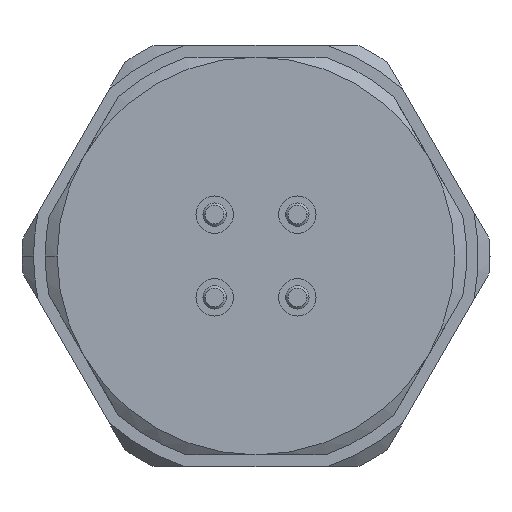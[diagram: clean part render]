
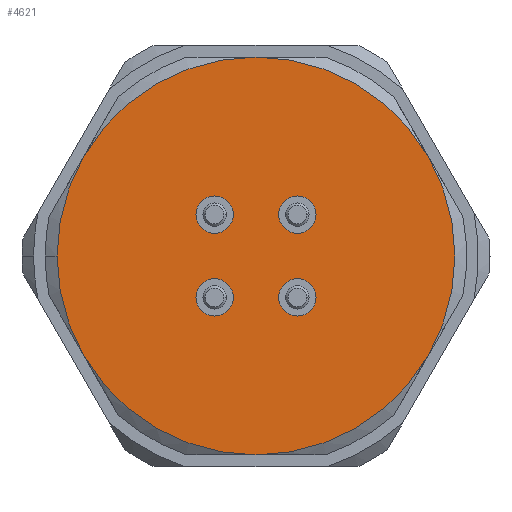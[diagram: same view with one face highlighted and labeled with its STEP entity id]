
A CAD part, left-side view. The second image highlights one B-rep face of the part: STEP entity #4621.
In plain terms, the highlighted planar face has unit normal (-1, 0, 0).
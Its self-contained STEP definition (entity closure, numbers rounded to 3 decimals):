
#724 = VERTEX_POINT ( 'NONE', #1509 ) ;
#887 = ORIENTED_EDGE ( 'NONE', *, *, #7160, .T. ) ;
#946 = CIRCLE ( 'NONE', #24436, 8.5 ) ;
#1209 = CARTESIAN_POINT ( 'NONE',  ( -9.808, 1.768, -9.968 ) ) ;
#1318 = CIRCLE ( 'NONE', #15031, 0.8 ) ;
#1498 = DIRECTION ( 'NONE',  ( 0., 0., 1. ) ) ;
#1509 = CARTESIAN_POINT ( 'NONE',  ( -9.808, 8.5, -9. ) ) ;
#1515 = CARTESIAN_POINT ( 'NONE',  ( -9.808, 7.361, -13.25 ) ) ;
#1736 = CARTESIAN_POINT ( 'NONE',  ( -9.808, 0., -0.5 ) ) ;
#2292 = CIRCLE ( 'NONE', #10637, 0.8 ) ;
#2295 = AXIS2_PLACEMENT_3D ( 'NONE', #23500, #4820, #21347 ) ;
#2356 = EDGE_CURVE ( 'NONE', #9268, #20195, #14774, .T. ) ;
#3142 = VERTEX_POINT ( 'NONE', #1736 ) ;
#3437 = EDGE_LOOP ( 'NONE', ( #20437, #28807 ) ) ;
#3516 = CARTESIAN_POINT ( 'NONE',  ( -9.808, -7.361, -13.25 ) ) ;
#3575 = CARTESIAN_POINT ( 'NONE',  ( -9.808, -1.768, -10.768 ) ) ;
#3973 = DIRECTION ( 'NONE',  ( 0., 0., 1. ) ) ;
#4169 = VERTEX_POINT ( 'NONE', #12176 ) ;
#4334 = CIRCLE ( 'NONE', #29747, 8.5 ) ;
#4436 = DIRECTION ( 'NONE',  ( 0., 0., 1. ) ) ;
#4621 = ADVANCED_FACE ( 'NONE', ( #11588, #4669, #21202, #7132, #30087 ), #9137, .T. ) ;
#4669 = FACE_BOUND ( 'NONE', #23706, .T. ) ;
#4740 = AXIS2_PLACEMENT_3D ( 'NONE', #14233, #26011, #16678 ) ;
#4819 = CARTESIAN_POINT ( 'NONE',  ( -9.808, -1.768, -9.968 ) ) ;
#4820 = DIRECTION ( 'NONE',  ( -1., 0., 0. ) ) ;
#4930 = CARTESIAN_POINT ( 'NONE',  ( -9.808, -1.768, -10.768 ) ) ;
#4933 = AXIS2_PLACEMENT_3D ( 'NONE', #6732, #16062, #11185 ) ;
#5481 = AXIS2_PLACEMENT_3D ( 'NONE', #4930, #14125, #16861 ) ;
#5736 = VERTEX_POINT ( 'NONE', #11333 ) ;
#6408 = EDGE_CURVE ( 'NONE', #4169, #6717, #6944, .T. ) ;
#6479 = ORIENTED_EDGE ( 'NONE', *, *, #18848, .T. ) ;
#6576 = EDGE_CURVE ( 'NONE', #9690, #25158, #22584, .T. ) ;
#6717 = VERTEX_POINT ( 'NONE', #8369 ) ;
#6732 = CARTESIAN_POINT ( 'NONE',  ( -9.808, 0., -9. ) ) ;
#6944 = CIRCLE ( 'NONE', #24041, 0.8 ) ;
#7132 = FACE_BOUND ( 'NONE', #8593, .T. ) ;
#7160 = EDGE_CURVE ( 'NONE', #8868, #724, #946, .T. ) ;
#7605 = EDGE_CURVE ( 'NONE', #6717, #4169, #9783, .T. ) ;
#7681 = CIRCLE ( 'NONE', #4740, 8.5 ) ;
#7902 = DIRECTION ( 'NONE',  ( 0., 0.866, -0.5 ) ) ;
#8213 = ORIENTED_EDGE ( 'NONE', *, *, #6576, .T. ) ;
#8259 = CIRCLE ( 'NONE', #21429, 8.5 ) ;
#8369 = CARTESIAN_POINT ( 'NONE',  ( -9.808, -1.768, -8.032 ) ) ;
#8582 = DIRECTION ( 'NONE',  ( 0., -0.866, -0.5 ) ) ;
#8593 = EDGE_LOOP ( 'NONE', ( #8780, #22174 ) ) ;
#8780 = ORIENTED_EDGE ( 'NONE', *, *, #18562, .T. ) ;
#8859 = ORIENTED_EDGE ( 'NONE', *, *, #7605, .F. ) ;
#8868 = VERTEX_POINT ( 'NONE', #22389 ) ;
#8882 = CARTESIAN_POINT ( 'NONE',  ( -9.808, 0., -9. ) ) ;
#8884 = CARTESIAN_POINT ( 'NONE',  ( -9.808, 1.768, -7.232 ) ) ;
#9028 = DIRECTION ( 'NONE',  ( 1., 0., 0. ) ) ;
#9126 = DIRECTION ( 'NONE',  ( 0., 0.866, 0.5 ) ) ;
#9137 = PLANE ( 'NONE',  #2295 ) ;
#9247 = CIRCLE ( 'NONE', #22914, 0.8 ) ;
#9268 = VERTEX_POINT ( 'NONE', #4819 ) ;
#9293 = DIRECTION ( 'NONE',  ( 0., 0., 1. ) ) ;
#9395 = AXIS2_PLACEMENT_3D ( 'NONE', #22582, #24425, #7902 ) ;
#9690 = VERTEX_POINT ( 'NONE', #1515 ) ;
#9757 = VERTEX_POINT ( 'NONE', #1209 ) ;
#9783 = CIRCLE ( 'NONE', #22474, 0.8 ) ;
#9785 = DIRECTION ( 'NONE',  ( 0., 0., 1. ) ) ;
#9956 = CARTESIAN_POINT ( 'NONE',  ( -9.808, 1.768, -8.032 ) ) ;
#10210 = AXIS2_PLACEMENT_3D ( 'NONE', #8882, #24649, #8582 ) ;
#10564 = EDGE_CURVE ( 'NONE', #9757, #26414, #16412, .T. ) ;
#10591 = DIRECTION ( 'NONE',  ( 0., 0., 1. ) ) ;
#10637 = AXIS2_PLACEMENT_3D ( 'NONE', #3575, #12933, #4436 ) ;
#10709 = DIRECTION ( 'NONE',  ( 0., 0., 1. ) ) ;
#10762 = ORIENTED_EDGE ( 'NONE', *, *, #2356, .T. ) ;
#10850 = AXIS2_PLACEMENT_3D ( 'NONE', #8884, #9028, #3973 ) ;
#11185 = DIRECTION ( 'NONE',  ( 0., 0., -1. ) ) ;
#11281 = DIRECTION ( 'NONE',  ( -1., 0., 0. ) ) ;
#11333 = CARTESIAN_POINT ( 'NONE',  ( -9.808, -7.361, -4.75 ) ) ;
#11588 = FACE_OUTER_BOUND ( 'NONE', #14522, .T. ) ;
#11732 = ORIENTED_EDGE ( 'NONE', *, *, #22840, .T. ) ;
#12176 = CARTESIAN_POINT ( 'NONE',  ( -9.808, -1.768, -6.432 ) ) ;
#12933 = DIRECTION ( 'NONE',  ( 1., 0., 0. ) ) ;
#12998 = DIRECTION ( 'NONE',  ( -1., 0., 0. ) ) ;
#13002 = DIRECTION ( 'NONE',  ( 1., 0., 0. ) ) ;
#13192 = DIRECTION ( 'NONE',  ( -1., 0., 0. ) ) ;
#13199 = EDGE_LOOP ( 'NONE', ( #8859, #14040 ) ) ;
#13881 = CARTESIAN_POINT ( 'NONE',  ( -9.808, -1.768, -7.232 ) ) ;
#14040 = ORIENTED_EDGE ( 'NONE', *, *, #6408, .F. ) ;
#14067 = CARTESIAN_POINT ( 'NONE',  ( -9.808, 1.768, -7.232 ) ) ;
#14125 = DIRECTION ( 'NONE',  ( 1., 0., 0. ) ) ;
#14233 = CARTESIAN_POINT ( 'NONE',  ( -9.808, 0., -9. ) ) ;
#14522 = EDGE_LOOP ( 'NONE', ( #8213, #18253, #24123, #11732, #26180, #887, #19759 ) ) ;
#14774 = CIRCLE ( 'NONE', #5481, 0.8 ) ;
#15031 = AXIS2_PLACEMENT_3D ( 'NONE', #20777, #28102, #25821 ) ;
#16062 = DIRECTION ( 'NONE',  ( -1., 0., 0. ) ) ;
#16146 = VERTEX_POINT ( 'NONE', #21569 ) ;
#16157 = CARTESIAN_POINT ( 'NONE',  ( -9.808, 0., -9. ) ) ;
#16190 = VERTEX_POINT ( 'NONE', #9956 ) ;
#16412 = CIRCLE ( 'NONE', #25692, 0.8 ) ;
#16678 = DIRECTION ( 'NONE',  ( 0., 0.866, 0.5 ) ) ;
#16861 = DIRECTION ( 'NONE',  ( 0., 0., 1. ) ) ;
#17266 = CARTESIAN_POINT ( 'NONE',  ( -9.808, 0., -9. ) ) ;
#18253 = ORIENTED_EDGE ( 'NONE', *, *, #20417, .T. ) ;
#18562 = EDGE_CURVE ( 'NONE', #26414, #9757, #1318, .T. ) ;
#18848 = EDGE_CURVE ( 'NONE', #20195, #9268, #2292, .T. ) ;
#19016 = EDGE_CURVE ( 'NONE', #724, #9690, #7681, .T. ) ;
#19120 = CIRCLE ( 'NONE', #10850, 0.8 ) ;
#19759 = ORIENTED_EDGE ( 'NONE', *, *, #19016, .T. ) ;
#19918 = VERTEX_POINT ( 'NONE', #3516 ) ;
#20178 = EDGE_CURVE ( 'NONE', #16190, #16146, #19120, .T. ) ;
#20195 = VERTEX_POINT ( 'NONE', #29982 ) ;
#20417 = EDGE_CURVE ( 'NONE', #25158, #19918, #28873, .T. ) ;
#20437 = ORIENTED_EDGE ( 'NONE', *, *, #20178, .T. ) ;
#20610 = DIRECTION ( 'NONE',  ( -1., 0., 0. ) ) ;
#20777 = CARTESIAN_POINT ( 'NONE',  ( -9.808, 1.768, -10.768 ) ) ;
#21202 = FACE_BOUND ( 'NONE', #3437, .T. ) ;
#21347 = DIRECTION ( 'NONE',  ( 0., 0., 1. ) ) ;
#21429 = AXIS2_PLACEMENT_3D ( 'NONE', #17266, #12998, #10709 ) ;
#21569 = CARTESIAN_POINT ( 'NONE',  ( -9.808, 1.768, -6.432 ) ) ;
#22110 = EDGE_CURVE ( 'NONE', #16146, #16190, #9247, .T. ) ;
#22174 = ORIENTED_EDGE ( 'NONE', *, *, #10564, .T. ) ;
#22389 = CARTESIAN_POINT ( 'NONE',  ( -9.808, 7.361, -4.75 ) ) ;
#22474 = AXIS2_PLACEMENT_3D ( 'NONE', #13881, #20610, #9293 ) ;
#22510 = DIRECTION ( 'NONE',  ( 0., -0.866, 0.5 ) ) ;
#22582 = CARTESIAN_POINT ( 'NONE',  ( -9.808, 0., -9. ) ) ;
#22584 = CIRCLE ( 'NONE', #9395, 8.5 ) ;
#22840 = EDGE_CURVE ( 'NONE', #5736, #3142, #4334, .T. ) ;
#22914 = AXIS2_PLACEMENT_3D ( 'NONE', #14067, #28130, #9785 ) ;
#23387 = CIRCLE ( 'NONE', #10210, 8.5 ) ;
#23500 = CARTESIAN_POINT ( 'NONE',  ( -9.808, 0., -9. ) ) ;
#23706 = EDGE_LOOP ( 'NONE', ( #6479, #10762 ) ) ;
#24041 = AXIS2_PLACEMENT_3D ( 'NONE', #26786, #24964, #10591 ) ;
#24123 = ORIENTED_EDGE ( 'NONE', *, *, #28828, .T. ) ;
#24165 = CARTESIAN_POINT ( 'NONE',  ( -9.808, 1.768, -11.568 ) ) ;
#24425 = DIRECTION ( 'NONE',  ( -1., 0., 0. ) ) ;
#24436 = AXIS2_PLACEMENT_3D ( 'NONE', #16157, #11281, #9126 ) ;
#24625 = CARTESIAN_POINT ( 'NONE',  ( -9.808, 1.768, -10.768 ) ) ;
#24649 = DIRECTION ( 'NONE',  ( -1., 0., 0. ) ) ;
#24964 = DIRECTION ( 'NONE',  ( -1., 0., 0. ) ) ;
#25158 = VERTEX_POINT ( 'NONE', #28241 ) ;
#25692 = AXIS2_PLACEMENT_3D ( 'NONE', #24625, #13002, #1498 ) ;
#25821 = DIRECTION ( 'NONE',  ( 0., 0., 1. ) ) ;
#26011 = DIRECTION ( 'NONE',  ( -1., 0., 0. ) ) ;
#26180 = ORIENTED_EDGE ( 'NONE', *, *, #30123, .T. ) ;
#26414 = VERTEX_POINT ( 'NONE', #24165 ) ;
#26786 = CARTESIAN_POINT ( 'NONE',  ( -9.808, -1.768, -7.232 ) ) ;
#26952 = CARTESIAN_POINT ( 'NONE',  ( -9.808, 0., -9. ) ) ;
#28102 = DIRECTION ( 'NONE',  ( 1., 0., 0. ) ) ;
#28130 = DIRECTION ( 'NONE',  ( 1., 0., 0. ) ) ;
#28241 = CARTESIAN_POINT ( 'NONE',  ( -9.808, 0., -17.5 ) ) ;
#28807 = ORIENTED_EDGE ( 'NONE', *, *, #22110, .T. ) ;
#28828 = EDGE_CURVE ( 'NONE', #19918, #5736, #23387, .T. ) ;
#28873 = CIRCLE ( 'NONE', #4933, 8.5 ) ;
#29747 = AXIS2_PLACEMENT_3D ( 'NONE', #26952, #13192, #22510 ) ;
#29982 = CARTESIAN_POINT ( 'NONE',  ( -9.808, -1.768, -11.568 ) ) ;
#30087 = FACE_BOUND ( 'NONE', #13199, .T. ) ;
#30123 = EDGE_CURVE ( 'NONE', #3142, #8868, #8259, .T. ) ;
